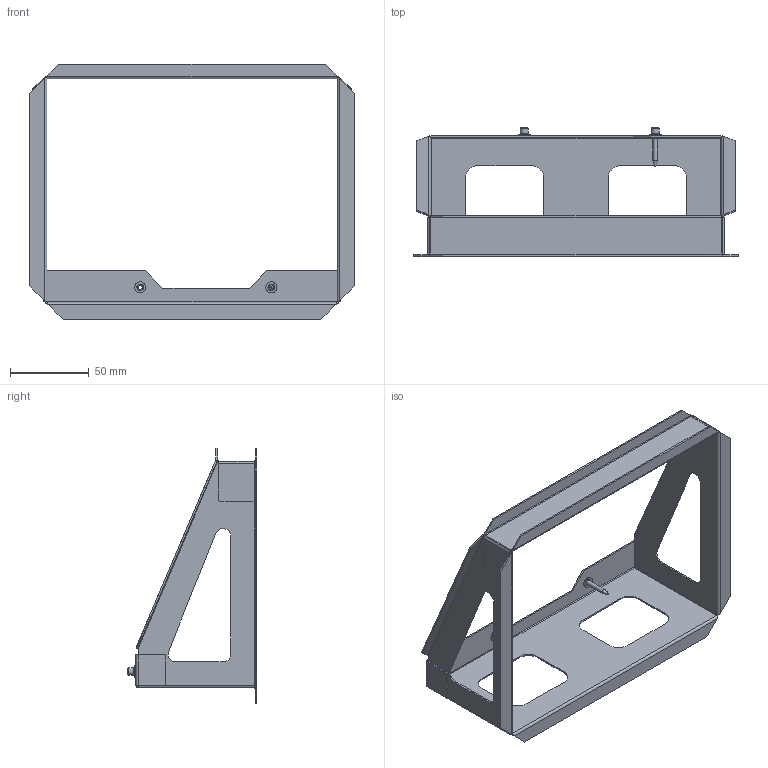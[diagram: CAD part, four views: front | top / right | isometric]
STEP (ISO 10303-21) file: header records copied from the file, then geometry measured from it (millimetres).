
FILE_DESCRIPTION(/* description */ ('Alibre Inc.'),/* implementation_level */ '2;1');
FILE_NAME(/* name */ 'export0',/* time_stamp */ '2013-05-02T21:35:38+02:00',/* author */ (''),/* organization */ (''),/* preprocessor_version */ 'ST-DEVELOPER v10',/* originating_system */ 'Alibre',/* authorisation */ '');
FILE_SCHEMA (('AUTOMOTIVE_DESIGN'));
Length unit declared in the file: centimetre
Products named in the file (5): ID_1
Bounding box: 207 x 82.5 x 162.5 mm (x, y, z)
Volume: 40883.9 mm3; surface area: 84359.7 mm2
Topology: 5 solids, 5 shells, 204 faces, 481 edges, 295 vertices
Faces by surface type: plane 132, cylinder 55, torus 10, cone 7
Full cylindrical faces by diameter (mm): 2.459 x2, 3 x1, 4 x2, 4.9 x4, 5 x2, 7 x2
Entity records: 5231 total; most frequent: CARTESIAN_POINT 896, ORIENTED_EDGE 864, DIRECTION 808, EDGE_CURVE 432, AXIS2_PLACEMENT_3D 324, VECTOR 286, LINE 286, VERTEX_POINT 274
